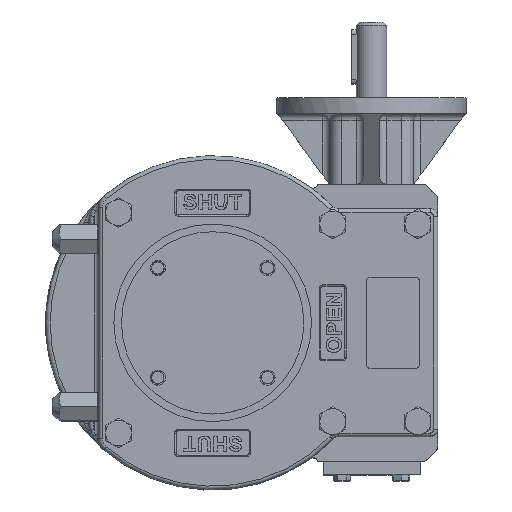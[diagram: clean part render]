
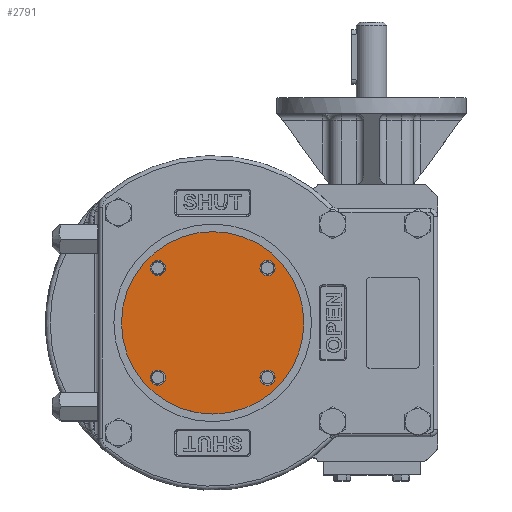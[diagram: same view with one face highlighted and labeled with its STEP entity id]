
A CAD part, top view. The second image highlights one B-rep face of the part: STEP entity #2791.
In plain terms, the highlighted planar face has unit normal (0, 0, 1).
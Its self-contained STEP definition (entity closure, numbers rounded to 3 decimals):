
#2791 = ADVANCED_FACE( '', ( #6404, #6405, #6406, #6407, #6408 ), #6409, .F. );
#6404 = FACE_BOUND( '', #12867, .T. );
#6405 = FACE_BOUND( '', #12868, .T. );
#6406 = FACE_BOUND( '', #12869, .T. );
#6407 = FACE_BOUND( '', #12870, .T. );
#6408 = FACE_OUTER_BOUND( '', #12871, .T. );
#6409 = PLANE( '', #12872 );
#12867 = EDGE_LOOP( '', ( #22504 ) );
#12868 = EDGE_LOOP( '', ( #22505 ) );
#12869 = EDGE_LOOP( '', ( #22506 ) );
#12870 = EDGE_LOOP( '', ( #22507 ) );
#12871 = EDGE_LOOP( '', ( #22508 ) );
#12872 = AXIS2_PLACEMENT_3D( '', #22509, #22510, #22511 );
#22504 = ORIENTED_EDGE( '', *, *, #31667, .T. );
#22505 = ORIENTED_EDGE( '', *, *, #31805, .T. );
#22506 = ORIENTED_EDGE( '', *, *, #31806, .T. );
#22507 = ORIENTED_EDGE( '', *, *, #31807, .T. );
#22508 = ORIENTED_EDGE( '', *, *, #31808, .F. );
#22509 = CARTESIAN_POINT( '', ( 0., 0., 92.98 ) );
#22510 = DIRECTION( '', ( 0., 0., -1. ) );
#22511 = DIRECTION( '', ( -1., 0., 0. ) );
#31667 = EDGE_CURVE( '', #38166, #38166, #38167, .T. );
#31805 = EDGE_CURVE( '', #38345, #38345, #38346, .T. );
#31806 = EDGE_CURVE( '', #38347, #38347, #38348, .T. );
#31807 = EDGE_CURVE( '', #38349, #38349, #38350, .T. );
#31808 = EDGE_CURVE( '', #38351, #38351, #38352, .T. );
#38166 = VERTEX_POINT( '', #50084 );
#38167 = CIRCLE( '', #50085, 5. );
#38345 = VERTEX_POINT( '', #50420 );
#38346 = CIRCLE( '', #50421, 5. );
#38347 = VERTEX_POINT( '', #50422 );
#38348 = CIRCLE( '', #50423, 5. );
#38349 = VERTEX_POINT( '', #50424 );
#38350 = CIRCLE( '', #50425, 5. );
#38351 = VERTEX_POINT( '', #50426 );
#38352 = CIRCLE( '', #50427, 60. );
#50084 = CARTESIAN_POINT( '', ( -41.062, 36.062, 92.98 ) );
#50085 = AXIS2_PLACEMENT_3D( '', #57290, #57291, #57292 );
#50420 = CARTESIAN_POINT( '', ( 31.062, -36.062, 92.98 ) );
#50421 = AXIS2_PLACEMENT_3D( '', #57421, #57422, #57423 );
#50422 = CARTESIAN_POINT( '', ( 31.062, 36.062, 92.98 ) );
#50423 = AXIS2_PLACEMENT_3D( '', #57424, #57425, #57426 );
#50424 = CARTESIAN_POINT( '', ( -41.062, -36.062, 92.98 ) );
#50425 = AXIS2_PLACEMENT_3D( '', #57427, #57428, #57429 );
#50426 = CARTESIAN_POINT( '', ( 60., 0., 92.98 ) );
#50427 = AXIS2_PLACEMENT_3D( '', #57430, #57431, #57432 );
#57290 = CARTESIAN_POINT( '', ( -36.062, 36.062, 92.98 ) );
#57291 = DIRECTION( '', ( 0., 0., -1. ) );
#57292 = DIRECTION( '', ( -1., 0., 0. ) );
#57421 = CARTESIAN_POINT( '', ( 36.062, -36.062, 92.98 ) );
#57422 = DIRECTION( '', ( 0., 0., -1. ) );
#57423 = DIRECTION( '', ( -1., 0., 0. ) );
#57424 = CARTESIAN_POINT( '', ( 36.062, 36.062, 92.98 ) );
#57425 = DIRECTION( '', ( 0., 0., -1. ) );
#57426 = DIRECTION( '', ( -1., 0., 0. ) );
#57427 = CARTESIAN_POINT( '', ( -36.062, -36.062, 92.98 ) );
#57428 = DIRECTION( '', ( 0., 0., -1. ) );
#57429 = DIRECTION( '', ( -1., 0., 0. ) );
#57430 = CARTESIAN_POINT( '', ( 0., 0., 92.98 ) );
#57431 = DIRECTION( '', ( 0., 0., -1. ) );
#57432 = DIRECTION( '', ( 1., 0., 0. ) );
